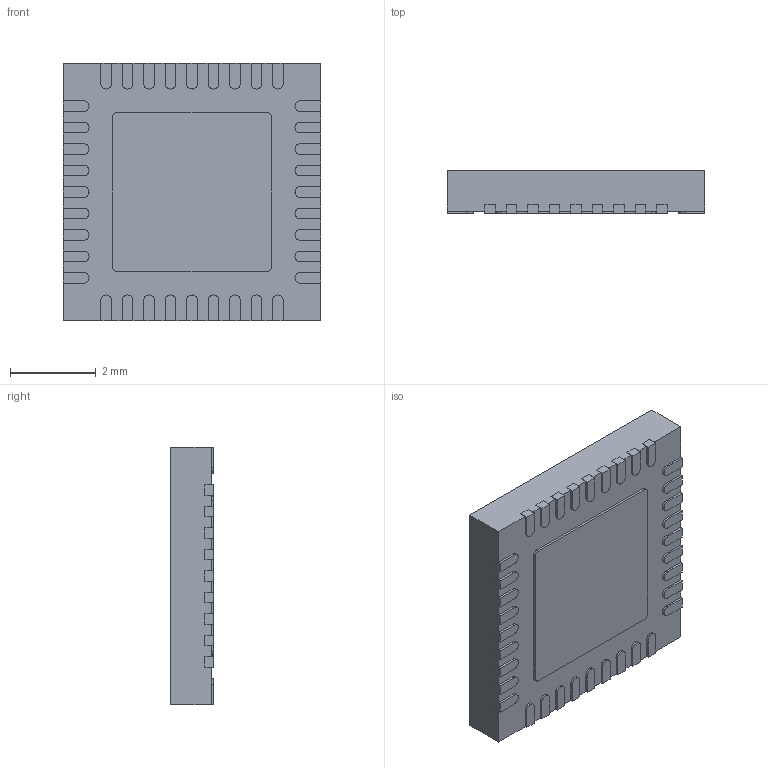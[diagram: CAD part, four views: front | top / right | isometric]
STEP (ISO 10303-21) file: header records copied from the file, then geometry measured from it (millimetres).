
FILE_DESCRIPTION (( 'STEP AP214' ), '1' );
FILE_NAME ('USB2514B-I_M2.STEP', '2023-09-21T15:19:13', ( '' ), ( '' ), 'SwSTEP 2.0', 'SolidWorks 2021', '' );
FILE_SCHEMA (( 'AUTOMOTIVE_DESIGN' ));
Length unit declared in the file: millimetre
Products named in the file (1): USB2514B-I_M2
Bounding box: 6 x 1 x 6 mm (x, y, z)
Volume: 35.1 mm3; surface area: 155.5 mm2
Topology: 39 solids, 39 shells, 410 faces, 990 edges, 660 vertices
Faces by surface type: plane 308, cylinder 102
Entity records: 12274 total; most frequent: CARTESIAN_POINT 2061, DIRECTION 2016, ORIENTED_EDGE 1980, EDGE_CURVE 990, LINE 786, VECTOR 786, VERTEX_POINT 660, AXIS2_PLACEMENT_3D 615
